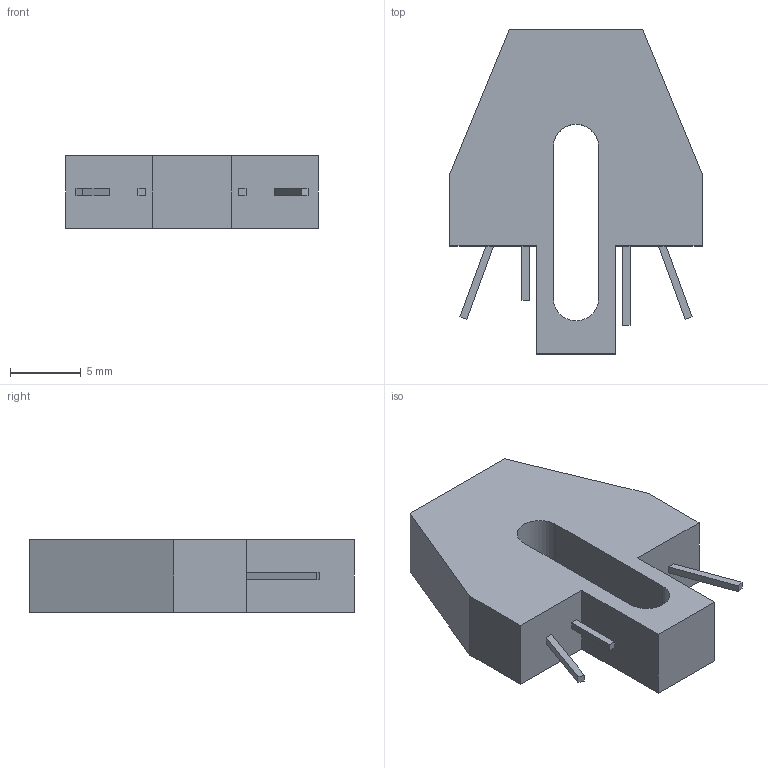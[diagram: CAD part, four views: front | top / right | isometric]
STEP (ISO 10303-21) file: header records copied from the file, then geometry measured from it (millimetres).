
FILE_DESCRIPTION (( 'STEP AP203' ), '1' );
FILE_NAME ('OPB704.STEP', '2013-10-10T14:25:26', ( 'optek' ), ( '' ), 'SwSTEP 2.0', 'SolidWorks 2013', '' );
FILE_SCHEMA (( 'CONFIG_CONTROL_DESIGN' ));
Length unit declared in the file: inch
Products named in the file (1): OPB704
Bounding box: 17.78 x 22.86 x 5.08 mm (x, y, z)
Volume: 1167 mm3; surface area: 1037.4 mm2
Topology: 1 solids, 1 shells, 46 faces, 114 edges, 76 vertices
Faces by surface type: plane 44, cylinder 2
Entity records: 1425 total; most frequent: CARTESIAN_POINT 237, ORIENTED_EDGE 228, DIRECTION 212, EDGE_CURVE 114, VECTOR 110, LINE 110, VERTEX_POINT 76, EDGE_LOOP 54
